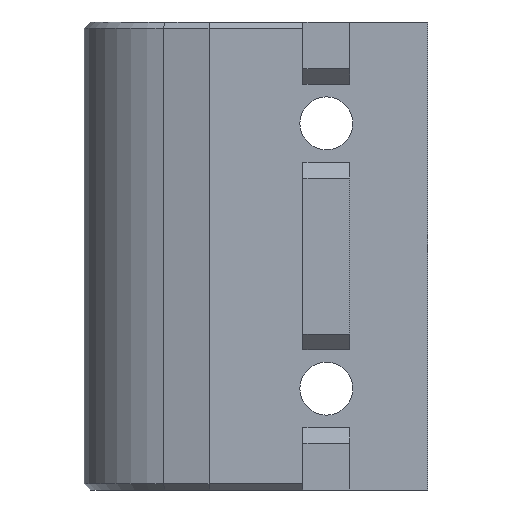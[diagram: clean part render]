
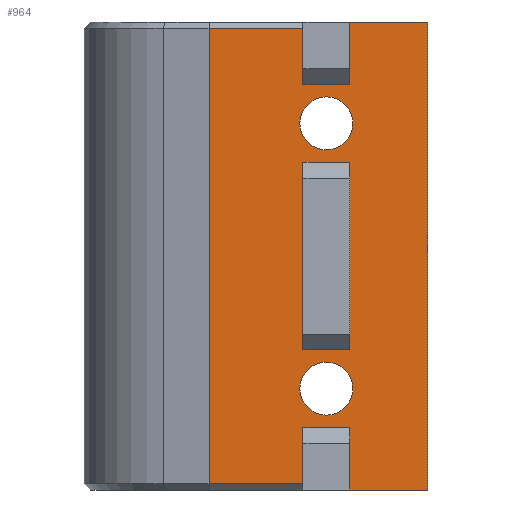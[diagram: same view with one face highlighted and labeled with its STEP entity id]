
A CAD part, left-side view. The second image highlights one B-rep face of the part: STEP entity #964.
In plain terms, the highlighted planar face has unit normal (-1, 0, 0).
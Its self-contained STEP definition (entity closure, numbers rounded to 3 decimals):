
#44=CIRCLE('',#1035,1.7);
#45=CIRCLE('',#1036,1.7);
#94=FACE_BOUND('',#162,.T.);
#95=FACE_BOUND('',#163,.T.);
#96=FACE_BOUND('',#164,.T.);
#105=FACE_OUTER_BOUND('',#161,.T.);
#161=EDGE_LOOP('',(#658,#659,#660,#661,#662,#663,#664,#665,#666,#667,#668,
#669));
#162=EDGE_LOOP('',(#670,#671,#672,#673));
#163=EDGE_LOOP('',(#674));
#164=EDGE_LOOP('',(#675));
#232=LINE('',#1473,#324);
#234=LINE('',#1478,#326);
#235=LINE('',#1479,#327);
#236=LINE('',#1481,#328);
#237=LINE('',#1483,#329);
#238=LINE('',#1485,#330);
#239=LINE('',#1487,#331);
#240=LINE('',#1489,#332);
#241=LINE('',#1491,#333);
#242=LINE('',#1493,#334);
#243=LINE('',#1495,#335);
#244=LINE('',#1496,#336);
#245=LINE('',#1499,#337);
#246=LINE('',#1501,#338);
#247=LINE('',#1503,#339);
#248=LINE('',#1504,#340);
#324=VECTOR('',#1157,10.);
#326=VECTOR('',#1161,10.);
#327=VECTOR('',#1162,10.);
#328=VECTOR('',#1163,10.);
#329=VECTOR('',#1164,10.);
#330=VECTOR('',#1165,10.);
#331=VECTOR('',#1166,10.);
#332=VECTOR('',#1167,10.);
#333=VECTOR('',#1168,10.);
#334=VECTOR('',#1169,10.);
#335=VECTOR('',#1170,10.);
#336=VECTOR('',#1171,10.);
#337=VECTOR('',#1172,10.);
#338=VECTOR('',#1173,10.);
#339=VECTOR('',#1174,10.);
#340=VECTOR('',#1175,10.);
#414=VERTEX_POINT('',#1470);
#415=VERTEX_POINT('',#1472);
#416=VERTEX_POINT('',#1476);
#417=VERTEX_POINT('',#1477);
#418=VERTEX_POINT('',#1480);
#419=VERTEX_POINT('',#1482);
#420=VERTEX_POINT('',#1484);
#421=VERTEX_POINT('',#1486);
#422=VERTEX_POINT('',#1488);
#423=VERTEX_POINT('',#1490);
#424=VERTEX_POINT('',#1492);
#425=VERTEX_POINT('',#1494);
#426=VERTEX_POINT('',#1497);
#427=VERTEX_POINT('',#1498);
#428=VERTEX_POINT('',#1500);
#429=VERTEX_POINT('',#1502);
#430=VERTEX_POINT('',#1505);
#431=VERTEX_POINT('',#1507);
#510=EDGE_CURVE('',#414,#415,#232,.T.);
#512=EDGE_CURVE('',#416,#417,#234,.T.);
#513=EDGE_CURVE('',#415,#417,#235,.T.);
#514=EDGE_CURVE('',#418,#414,#236,.T.);
#515=EDGE_CURVE('',#418,#419,#237,.T.);
#516=EDGE_CURVE('',#420,#419,#238,.T.);
#517=EDGE_CURVE('',#421,#420,#239,.T.);
#518=EDGE_CURVE('',#422,#421,#240,.T.);
#519=EDGE_CURVE('',#422,#423,#241,.T.);
#520=EDGE_CURVE('',#424,#423,#242,.T.);
#521=EDGE_CURVE('',#425,#424,#243,.T.);
#522=EDGE_CURVE('',#416,#425,#244,.T.);
#523=EDGE_CURVE('',#426,#427,#245,.T.);
#524=EDGE_CURVE('',#428,#426,#246,.T.);
#525=EDGE_CURVE('',#428,#429,#247,.T.);
#526=EDGE_CURVE('',#427,#429,#248,.T.);
#527=EDGE_CURVE('',#430,#430,#44,.T.);
#528=EDGE_CURVE('',#431,#431,#45,.T.);
#658=ORIENTED_EDGE('',*,*,#512,.T.);
#659=ORIENTED_EDGE('',*,*,#513,.F.);
#660=ORIENTED_EDGE('',*,*,#510,.F.);
#661=ORIENTED_EDGE('',*,*,#514,.F.);
#662=ORIENTED_EDGE('',*,*,#515,.T.);
#663=ORIENTED_EDGE('',*,*,#516,.F.);
#664=ORIENTED_EDGE('',*,*,#517,.F.);
#665=ORIENTED_EDGE('',*,*,#518,.F.);
#666=ORIENTED_EDGE('',*,*,#519,.T.);
#667=ORIENTED_EDGE('',*,*,#520,.F.);
#668=ORIENTED_EDGE('',*,*,#521,.F.);
#669=ORIENTED_EDGE('',*,*,#522,.F.);
#670=ORIENTED_EDGE('',*,*,#523,.F.);
#671=ORIENTED_EDGE('',*,*,#524,.F.);
#672=ORIENTED_EDGE('',*,*,#525,.T.);
#673=ORIENTED_EDGE('',*,*,#526,.F.);
#674=ORIENTED_EDGE('',*,*,#527,.F.);
#675=ORIENTED_EDGE('',*,*,#528,.F.);
#935=PLANE('',#1034);
#964=ADVANCED_FACE('',(#105,#94,#95,#96),#935,.T.);
#1034=AXIS2_PLACEMENT_3D('',#1475,#1159,#1160);
#1035=AXIS2_PLACEMENT_3D('',#1506,#1176,#1177);
#1036=AXIS2_PLACEMENT_3D('',#1508,#1178,#1179);
#1157=DIRECTION('',(0.,0.,-1.));
#1159=DIRECTION('center_axis',(-1.,0.,0.));
#1160=DIRECTION('ref_axis',(0.,1.,0.));
#1161=DIRECTION('',(0.,0.,-1.));
#1162=DIRECTION('',(0.,1.,0.));
#1163=DIRECTION('',(0.,-1.,0.));
#1164=DIRECTION('',(0.,0.,-1.));
#1165=DIRECTION('',(0.,-1.,0.));
#1166=DIRECTION('',(0.,0.,-1.));
#1167=DIRECTION('',(0.,-1.,0.));
#1168=DIRECTION('',(0.,0.,-1.));
#1169=DIRECTION('',(0.,1.,0.));
#1170=DIRECTION('',(0.,0.,-1.));
#1171=DIRECTION('',(0.,1.,0.));
#1172=DIRECTION('',(0.,0.,-1.));
#1173=DIRECTION('',(0.,1.,0.));
#1174=DIRECTION('',(0.,0.,-1.));
#1175=DIRECTION('',(0.,-1.,0.));
#1176=DIRECTION('center_axis',(-1.,0.,0.));
#1177=DIRECTION('ref_axis',(0.,1.,0.));
#1178=DIRECTION('center_axis',(-1.,0.,0.));
#1179=DIRECTION('ref_axis',(0.,1.,0.));
#1470=CARTESIAN_POINT('',(-7.,-7.017,30.));
#1472=CARTESIAN_POINT('',(-7.,-7.017,0.));
#1473=CARTESIAN_POINT('',(-7.,-7.017,30.));
#1475=CARTESIAN_POINT('Origin',(-7.,-4.017,30.));
#1476=CARTESIAN_POINT('',(-7.,-2.017,4.));
#1477=CARTESIAN_POINT('',(-7.,-2.017,0.));
#1478=CARTESIAN_POINT('',(-7.,-2.017,30.));
#1479=CARTESIAN_POINT('',(-7.,0.738,0.));
#1480=CARTESIAN_POINT('',(-7.,-2.017,30.));
#1481=CARTESIAN_POINT('',(-7.,0.738,30.));
#1482=CARTESIAN_POINT('',(-7.,-2.017,26.));
#1483=CARTESIAN_POINT('',(-7.,-2.017,30.));
#1484=CARTESIAN_POINT('',(-7.,0.983,26.));
#1485=CARTESIAN_POINT('',(-7.,-4.017,26.));
#1486=CARTESIAN_POINT('',(-7.,0.983,29.6));
#1487=CARTESIAN_POINT('',(-7.,0.983,30.));
#1488=CARTESIAN_POINT('',(-7.,7.003,29.6));
#1489=CARTESIAN_POINT('',(-7.,0.738,29.6));
#1490=CARTESIAN_POINT('',(-7.,7.003,0.4));
#1491=CARTESIAN_POINT('',(-7.,7.003,30.));
#1492=CARTESIAN_POINT('',(-7.,0.983,0.4));
#1493=CARTESIAN_POINT('',(-7.,0.738,0.4));
#1494=CARTESIAN_POINT('',(-7.,0.983,4.));
#1495=CARTESIAN_POINT('',(-7.,0.983,30.));
#1496=CARTESIAN_POINT('',(-7.,-4.017,4.));
#1497=CARTESIAN_POINT('',(-7.,0.983,21.));
#1498=CARTESIAN_POINT('',(-7.,0.983,9.));
#1499=CARTESIAN_POINT('',(-7.,0.983,30.));
#1500=CARTESIAN_POINT('',(-7.,-2.017,21.));
#1501=CARTESIAN_POINT('',(-7.,-4.017,21.));
#1502=CARTESIAN_POINT('',(-7.,-2.017,9.));
#1503=CARTESIAN_POINT('',(-7.,-2.017,30.));
#1504=CARTESIAN_POINT('',(-7.,-4.017,9.));
#1505=CARTESIAN_POINT('',(-7.,-2.217,23.5));
#1506=CARTESIAN_POINT('Origin',(-7.,-0.517,23.5));
#1507=CARTESIAN_POINT('',(-7.,-2.217,6.5));
#1508=CARTESIAN_POINT('Origin',(-7.,-0.517,6.5));
